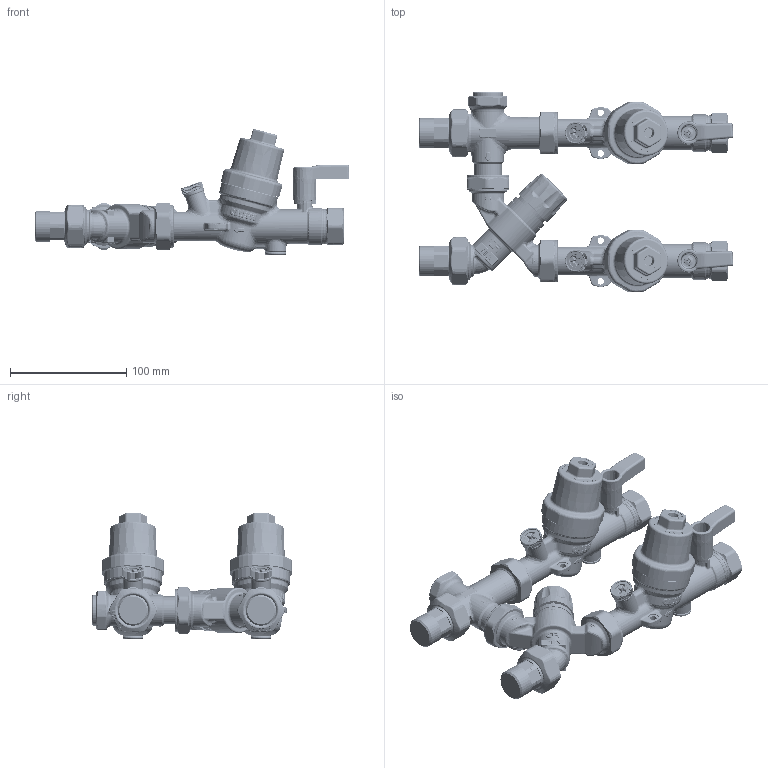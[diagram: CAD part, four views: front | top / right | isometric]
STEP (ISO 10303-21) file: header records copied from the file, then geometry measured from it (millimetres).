
FILE_DESCRIPTION(('CATIA V5 STEP Exchange','CAx-IF Rec.Pracs.--- Model Styling and Organization---1.4--- 2014-01-23','CAx-IF Rec.Pracs.---3D Tessellated Data Validation Properties---0.5---2014-09-14'),'2;1');
FILE_NAME('STEP_539500H_-_TST.stp','2022-10-10T11:45:22+00:00',('none'),('none'),'CATIA Version 5-6 Release 2019 SP3','CATIA V5 STEP AP242 v1','none');
FILE_SCHEMA(('AP242_MANAGED_MODEL_BASED_3D_ENGINEERING_MIM_LF {1 0 10303 442 1 1 4}'));
Length unit declared in the file: millimetre
Products named in the file (1): 539500H - TST
Bounding box: 270.39 x 172.42 x 108.15 mm (x, y, z)
Volume: 725518.6 mm3; surface area: 139854.3 mm2
Topology: 1 solids, 3 shells, 8133 faces, 19937 edges, 11238 vertices
Faces by surface type: bspline 3841, plane 1496, cylinder 1419, sphere 499, torus 452, cone 391, extrusion 26, revolution 9
Entity records: 430734 total; most frequent: CARTESIAN_POINT 281059, ORIENTED_EDGE 38504, EDGE_CURVE 19252, DIRECTION 14607, B_SPLINE_CURVE_WITH_KNOTS 11293, VERTEX_POINT 11238, EDGE_LOOP 8282, ADVANCED_FACE 8133
